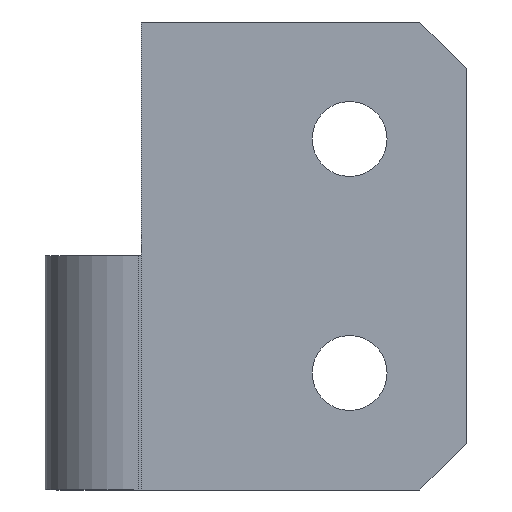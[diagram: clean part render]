
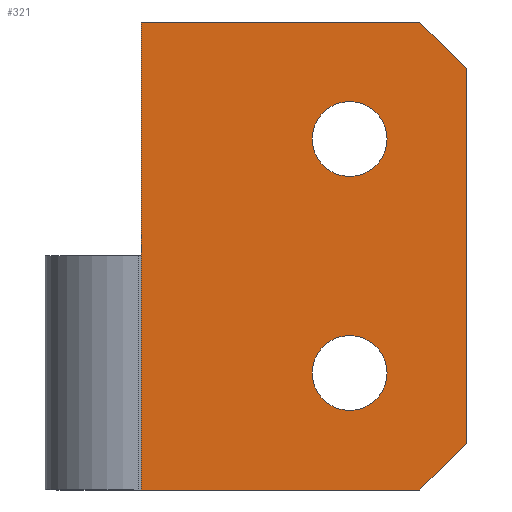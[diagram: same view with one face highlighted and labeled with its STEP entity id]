
A CAD part, front view. The second image highlights one B-rep face of the part: STEP entity #321.
In plain terms, the highlighted planar face has unit normal (0, -1, 0).
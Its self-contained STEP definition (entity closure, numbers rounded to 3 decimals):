
#23=CIRCLE('',#356,1.6);
#24=CIRCLE('',#357,1.6);
#51=ORIENTED_EDGE('',*,*,#134,.T.);
#52=ORIENTED_EDGE('',*,*,#139,.T.);
#53=ORIENTED_EDGE('',*,*,#140,.T.);
#54=ORIENTED_EDGE('',*,*,#141,.T.);
#55=ORIENTED_EDGE('',*,*,#142,.T.);
#56=ORIENTED_EDGE('',*,*,#129,.T.);
#57=ORIENTED_EDGE('',*,*,#143,.T.);
#58=ORIENTED_EDGE('',*,*,#144,.T.);
#129=EDGE_CURVE('',#170,#174,#203,.T.);
#134=EDGE_CURVE('',#174,#178,#207,.T.);
#139=EDGE_CURVE('',#178,#182,#210,.T.);
#140=EDGE_CURVE('',#182,#183,#211,.T.);
#141=EDGE_CURVE('',#183,#184,#212,.T.);
#142=EDGE_CURVE('',#184,#170,#213,.T.);
#143=EDGE_CURVE('',#185,#185,#23,.T.);
#144=EDGE_CURVE('',#186,#186,#24,.T.);
#170=VERTEX_POINT('',#482);
#174=VERTEX_POINT('',#490);
#178=VERTEX_POINT('',#500);
#182=VERTEX_POINT('',#512);
#183=VERTEX_POINT('',#514);
#184=VERTEX_POINT('',#516);
#185=VERTEX_POINT('',#519);
#186=VERTEX_POINT('',#521);
#203=LINE('',#491,#234);
#207=LINE('',#501,#238);
#210=LINE('',#511,#241);
#211=LINE('',#513,#242);
#212=LINE('',#515,#243);
#213=LINE('',#517,#244);
#234=VECTOR('',#390,1000.);
#238=VECTOR('',#398,1000.);
#241=VECTOR('',#409,1000.);
#242=VECTOR('',#410,1000.);
#243=VECTOR('',#411,1000.);
#244=VECTOR('',#412,1000.);
#264=EDGE_LOOP('',(#51,#52,#53,#54,#55,#56));
#265=EDGE_LOOP('',(#57));
#266=EDGE_LOOP('',(#58));
#288=FACE_BOUND('',#264,.T.);
#289=FACE_BOUND('',#265,.T.);
#290=FACE_BOUND('',#266,.T.);
#310=PLANE('',#355);
#321=ADVANCED_FACE('',(#288,#289,#290),#310,.T.);
#355=AXIS2_PLACEMENT_3D('',#510,#407,#408);
#356=AXIS2_PLACEMENT_3D('',#518,#413,#414);
#357=AXIS2_PLACEMENT_3D('',#520,#415,#416);
#390=DIRECTION('',(0.,0.,-1.));
#398=DIRECTION('',(1.,0.,0.));
#407=DIRECTION('',(0.,-1.,0.));
#408=DIRECTION('',(-1.,0.,0.));
#409=DIRECTION('',(0.707,0.,0.707));
#410=DIRECTION('',(0.,0.,1.));
#411=DIRECTION('',(-0.707,0.,0.707));
#412=DIRECTION('',(-1.,0.,0.));
#413=DIRECTION('',(0.,1.,0.));
#414=DIRECTION('',(1.,0.,0.));
#415=DIRECTION('',(0.,1.,0.));
#416=DIRECTION('',(1.,0.,0.));
#482=CARTESIAN_POINT('',(0.1,-8.,10.));
#490=CARTESIAN_POINT('',(0.1,-8.,-10.));
#491=CARTESIAN_POINT('',(0.1,-8.,0.));
#500=CARTESIAN_POINT('',(12.,-8.,-10.));
#501=CARTESIAN_POINT('',(6.05,-8.,-10.));
#510=CARTESIAN_POINT('',(14.001,-8.,10.001));
#511=CARTESIAN_POINT('',(13.,-8.,-9.));
#512=CARTESIAN_POINT('',(14.,-8.,-8.));
#513=CARTESIAN_POINT('',(14.,-8.,0.));
#514=CARTESIAN_POINT('',(14.,-8.,8.));
#515=CARTESIAN_POINT('',(13.,-8.,9.));
#516=CARTESIAN_POINT('',(12.,-8.,10.));
#517=CARTESIAN_POINT('',(6.05,-8.,10.));
#518=CARTESIAN_POINT('',(9.,-8.,5.));
#519=CARTESIAN_POINT('',(10.6,-8.,5.));
#520=CARTESIAN_POINT('',(9.,-8.,-5.));
#521=CARTESIAN_POINT('',(10.6,-8.,-5.));
